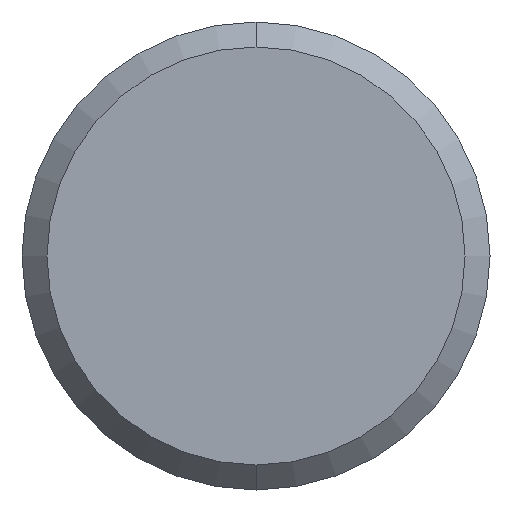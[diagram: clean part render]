
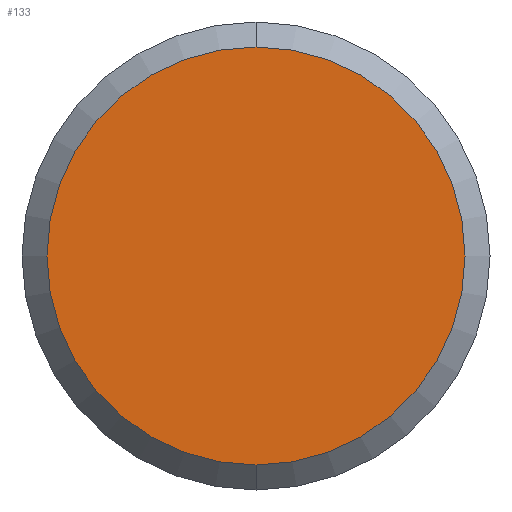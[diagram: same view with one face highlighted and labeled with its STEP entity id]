
A CAD part, front view. The second image highlights one B-rep face of the part: STEP entity #133.
In plain terms, the highlighted planar face has unit normal (0, -1, 0).
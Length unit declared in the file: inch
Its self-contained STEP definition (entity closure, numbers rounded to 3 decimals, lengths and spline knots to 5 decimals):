
#36 = CARTESIAN_POINT ( 'NONE',  ( 0., 0., 0. ) ) ;
#44 = EDGE_CURVE ( 'NONE', #267, #122, #247, .T. ) ;
#54 = EDGE_LOOP ( 'NONE', ( #237, #211 ) ) ;
#70 = EDGE_CURVE ( 'NONE', #122, #267, #204, .T. ) ;
#92 = DIRECTION ( 'NONE',  ( 0., -1., 0. ) ) ;
#118 = CARTESIAN_POINT ( 'NONE',  ( 0., 0., 0. ) ) ;
#122 = VERTEX_POINT ( 'NONE', #178 ) ;
#133 = ADVANCED_FACE ( 'NONE', ( #181 ), #218, .F. ) ;
#143 = AXIS2_PLACEMENT_3D ( 'NONE', #235, #161, #152 ) ;
#152 = DIRECTION ( 'NONE',  ( 0., 0., 1. ) ) ;
#156 = CARTESIAN_POINT ( 'NONE',  ( 0., 0., 0.16735 ) ) ;
#159 = DIRECTION ( 'NONE',  ( 0., 0., 1. ) ) ;
#161 = DIRECTION ( 'NONE',  ( 0., 1., 0. ) ) ;
#178 = CARTESIAN_POINT ( 'NONE',  ( 0., 0., -0.16735 ) ) ;
#181 = FACE_OUTER_BOUND ( 'NONE', #54, .T. ) ;
#185 = DIRECTION ( 'NONE',  ( 0., -1., 0. ) ) ;
#189 = AXIS2_PLACEMENT_3D ( 'NONE', #118, #185, #191 ) ;
#191 = DIRECTION ( 'NONE',  ( 0., 0., 1. ) ) ;
#204 = CIRCLE ( 'NONE', #189, 0.16735 ) ;
#211 = ORIENTED_EDGE ( 'NONE', *, *, #70, .T. ) ;
#218 = PLANE ( 'NONE',  #143 ) ;
#235 = CARTESIAN_POINT ( 'NONE',  ( 0., 0., 0. ) ) ;
#237 = ORIENTED_EDGE ( 'NONE', *, *, #44, .T. ) ;
#240 = AXIS2_PLACEMENT_3D ( 'NONE', #36, #92, #159 ) ;
#247 = CIRCLE ( 'NONE', #240, 0.16735 ) ;
#267 = VERTEX_POINT ( 'NONE', #156 ) ;
